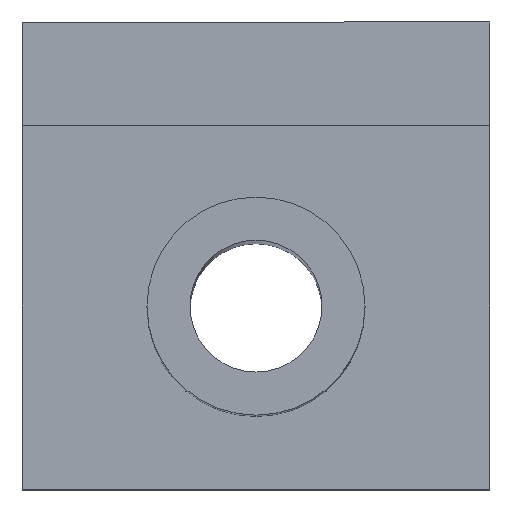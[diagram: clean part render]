
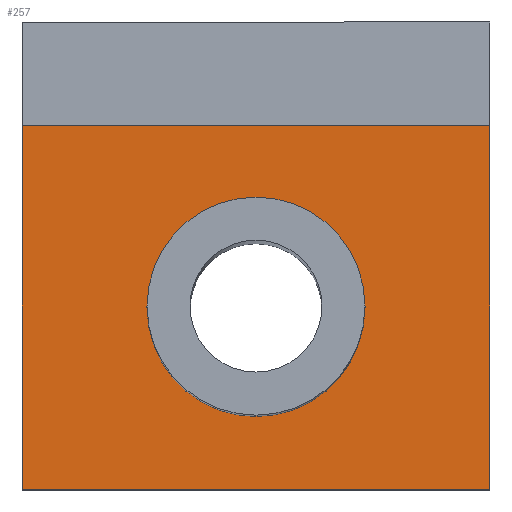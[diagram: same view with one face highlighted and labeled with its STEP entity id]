
A CAD part, top view. The second image highlights one B-rep face of the part: STEP entity #257.
In plain terms, the highlighted planar face has unit normal (0, 0, 1).
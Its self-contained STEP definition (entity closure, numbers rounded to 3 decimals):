
#14 = DIRECTION ( 'NONE',  ( 0., 0., 1. ) ) ;
#25 = DIRECTION ( 'NONE',  ( 1., 0., 0. ) ) ;
#27 = VECTOR ( 'NONE', #160, 1000. ) ;
#28 = VECTOR ( 'NONE', #420, 1000. ) ;
#54 = ORIENTED_EDGE ( 'NONE', *, *, #458, .T. ) ;
#63 = CARTESIAN_POINT ( 'NONE',  ( -22.5, 17.5, 45. ) ) ;
#73 = CARTESIAN_POINT ( 'NONE',  ( 0., 0., 45. ) ) ;
#81 = VERTEX_POINT ( 'NONE', #566 ) ;
#88 = EDGE_CURVE ( 'NONE', #102, #81, #206, .T. ) ;
#99 = EDGE_CURVE ( 'NONE', #136, #368, #153, .T. ) ;
#102 = VERTEX_POINT ( 'NONE', #556 ) ;
#103 = DIRECTION ( 'NONE',  ( 1., 0., 0. ) ) ;
#108 = CARTESIAN_POINT ( 'NONE',  ( 0., 0., 45. ) ) ;
#113 = VERTEX_POINT ( 'NONE', #283 ) ;
#120 = CARTESIAN_POINT ( 'NONE',  ( 0., -17.5, 45. ) ) ;
#122 = EDGE_CURVE ( 'NONE', #81, #102, #431, .T. ) ;
#136 = VERTEX_POINT ( 'NONE', #63 ) ;
#142 = VECTOR ( 'NONE', #207, 1000. ) ;
#151 = FACE_OUTER_BOUND ( 'NONE', #277, .T. ) ;
#153 = LINE ( 'NONE', #375, #28 ) ;
#154 = AXIS2_PLACEMENT_3D ( 'NONE', #108, #14, #103 ) ;
#155 = LINE ( 'NONE', #390, #505 ) ;
#160 = DIRECTION ( 'NONE',  ( 1., 0., 0. ) ) ;
#173 = AXIS2_PLACEMENT_3D ( 'NONE', #379, #476, #25 ) ;
#174 = ORIENTED_EDGE ( 'NONE', *, *, #493, .T. ) ;
#202 = VERTEX_POINT ( 'NONE', #387 ) ;
#206 = CIRCLE ( 'NONE', #154, 10.5 ) ;
#207 = DIRECTION ( 'NONE',  ( 0., -1., 0. ) ) ;
#214 = ORIENTED_EDGE ( 'NONE', *, *, #88, .F. ) ;
#220 = ORIENTED_EDGE ( 'NONE', *, *, #122, .F. ) ;
#257 = ADVANCED_FACE ( 'NONE', ( #377, #151 ), #334, .T. ) ;
#265 = ORIENTED_EDGE ( 'NONE', *, *, #99, .F. ) ;
#277 = EDGE_LOOP ( 'NONE', ( #361, #54, #174, #265 ) ) ;
#283 = CARTESIAN_POINT ( 'NONE',  ( 22.5, -17.5, 45. ) ) ;
#290 = DIRECTION ( 'NONE',  ( 0., 1., 0. ) ) ;
#324 = DIRECTION ( 'NONE',  ( 1., 0., 0. ) ) ;
#334 = PLANE ( 'NONE',  #477 ) ;
#361 = ORIENTED_EDGE ( 'NONE', *, *, #445, .T. ) ;
#368 = VERTEX_POINT ( 'NONE', #584 ) ;
#374 = EDGE_LOOP ( 'NONE', ( #214, #220 ) ) ;
#375 = CARTESIAN_POINT ( 'NONE',  ( 0., 17.5, 45. ) ) ;
#377 = FACE_BOUND ( 'NONE', #374, .T. ) ;
#379 = CARTESIAN_POINT ( 'NONE',  ( 0., 0., 45. ) ) ;
#387 = CARTESIAN_POINT ( 'NONE',  ( -22.5, -17.5, 45. ) ) ;
#390 = CARTESIAN_POINT ( 'NONE',  ( 22.5, 0., 45. ) ) ;
#417 = LINE ( 'NONE', #120, #27 ) ;
#420 = DIRECTION ( 'NONE',  ( 1., 0., 0. ) ) ;
#431 = CIRCLE ( 'NONE', #173, 10.5 ) ;
#445 = EDGE_CURVE ( 'NONE', #136, #202, #526, .T. ) ;
#458 = EDGE_CURVE ( 'NONE', #202, #113, #417, .T. ) ;
#476 = DIRECTION ( 'NONE',  ( 0., 0., 1. ) ) ;
#477 = AXIS2_PLACEMENT_3D ( 'NONE', #73, #502, #324 ) ;
#493 = EDGE_CURVE ( 'NONE', #113, #368, #155, .T. ) ;
#502 = DIRECTION ( 'NONE',  ( 0., 0., 1. ) ) ;
#505 = VECTOR ( 'NONE', #290, 1000. ) ;
#526 = LINE ( 'NONE', #572, #142 ) ;
#556 = CARTESIAN_POINT ( 'NONE',  ( -10.5, 0., 45. ) ) ;
#566 = CARTESIAN_POINT ( 'NONE',  ( 10.5, 0., 45. ) ) ;
#572 = CARTESIAN_POINT ( 'NONE',  ( -22.5, 0., 45. ) ) ;
#584 = CARTESIAN_POINT ( 'NONE',  ( 22.5, 17.5, 45. ) ) ;
